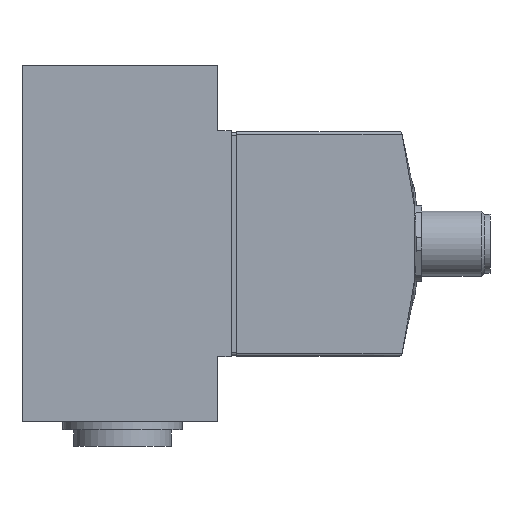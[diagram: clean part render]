
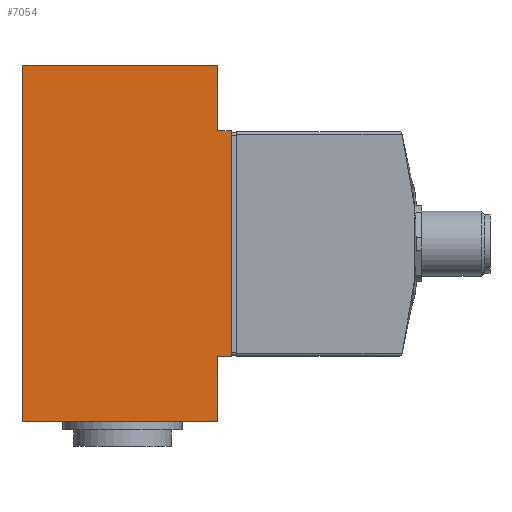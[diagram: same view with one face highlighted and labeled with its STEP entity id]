
A CAD part, front view. The second image highlights one B-rep face of the part: STEP entity #7054.
In plain terms, the highlighted planar face has unit normal (0, -1, 0).
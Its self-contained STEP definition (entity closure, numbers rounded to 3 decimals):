
#110=PLANE('',#7487);
#380=LINE('',#10111,#742);
#402=LINE('',#10162,#764);
#403=LINE('',#10180,#765);
#407=LINE('',#10191,#769);
#409=LINE('',#10196,#771);
#416=LINE('',#10209,#778);
#417=LINE('',#10211,#779);
#418=LINE('',#10213,#780);
#742=VECTOR('',#8220,1000.);
#764=VECTOR('',#8250,1000.);
#765=VECTOR('',#8269,1000.);
#769=VECTOR('',#8277,1000.);
#771=VECTOR('',#8283,1000.);
#778=VECTOR('',#8294,1000.);
#779=VECTOR('',#8295,1000.);
#780=VECTOR('',#8296,1000.);
#1508=ORIENTED_EDGE('',*,*,#2850,.F.);
#1509=ORIENTED_EDGE('',*,*,#2858,.F.);
#1510=ORIENTED_EDGE('',*,*,#2816,.F.);
#1511=ORIENTED_EDGE('',*,*,#2865,.F.);
#1512=ORIENTED_EDGE('',*,*,#2866,.F.);
#1513=ORIENTED_EDGE('',*,*,#2867,.T.);
#1514=ORIENTED_EDGE('',*,*,#2841,.F.);
#1515=ORIENTED_EDGE('',*,*,#2855,.F.);
#2816=EDGE_CURVE('',#3487,#3489,#380,.T.);
#2841=EDGE_CURVE('',#3513,#3511,#402,.T.);
#2850=EDGE_CURVE('',#3522,#3523,#403,.T.);
#2855=EDGE_CURVE('',#3523,#3513,#407,.T.);
#2858=EDGE_CURVE('',#3489,#3522,#409,.T.);
#2865=EDGE_CURVE('',#3532,#3487,#416,.T.);
#2866=EDGE_CURVE('',#3533,#3532,#417,.T.);
#2867=EDGE_CURVE('',#3533,#3511,#418,.T.);
#3487=VERTEX_POINT('',#10109);
#3489=VERTEX_POINT('',#10112);
#3511=VERTEX_POINT('',#10157);
#3513=VERTEX_POINT('',#10161);
#3522=VERTEX_POINT('',#10181);
#3523=VERTEX_POINT('',#10182);
#3532=VERTEX_POINT('',#10210);
#3533=VERTEX_POINT('',#10212);
#4037=EDGE_LOOP('',(#1508,#1509,#1510,#1511,#1512,#1513,#1514,#1515));
#4595=FACE_BOUND('',#4037,.T.);
#7054=ADVANCED_FACE('',(#4595),#110,.F.);
#7487=AXIS2_PLACEMENT_3D('',#10208,#8292,#8293);
#8220=DIRECTION('',(0.,0.,-1.));
#8250=DIRECTION('',(0.,0.,-1.));
#8269=DIRECTION('',(0.,0.,1.));
#8277=DIRECTION('',(1.,0.,0.));
#8283=DIRECTION('',(-1.,0.,0.));
#8292=DIRECTION('',(0.,1.,0.));
#8293=DIRECTION('',(0.,0.,1.));
#8294=DIRECTION('',(-1.,0.,0.));
#8295=DIRECTION('',(0.,0.,-1.));
#8296=DIRECTION('',(-1.,0.,0.));
#10109=CARTESIAN_POINT('',(17.5,0.,-20.75));
#10111=CARTESIAN_POINT('',(17.5,0.,32.75));
#10112=CARTESIAN_POINT('',(17.5,0.,-32.75));
#10157=CARTESIAN_POINT('',(17.5,0.,20.75));
#10161=CARTESIAN_POINT('',(17.5,0.,32.75));
#10162=CARTESIAN_POINT('',(17.5,0.,32.75));
#10180=CARTESIAN_POINT('',(-18.5,0.,-32.75));
#10181=CARTESIAN_POINT('',(-18.5,0.,-32.75));
#10182=CARTESIAN_POINT('',(-18.5,0.,32.75));
#10191=CARTESIAN_POINT('',(-18.5,0.,32.75));
#10196=CARTESIAN_POINT('',(17.5,0.,-32.75));
#10208=CARTESIAN_POINT('',(0.,0.,0.));
#10209=CARTESIAN_POINT('',(20.,0.,-20.75));
#10210=CARTESIAN_POINT('',(20.,0.,-20.75));
#10211=CARTESIAN_POINT('',(20.,0.,20.75));
#10212=CARTESIAN_POINT('',(20.,0.,20.75));
#10213=CARTESIAN_POINT('',(20.,0.,20.75));
